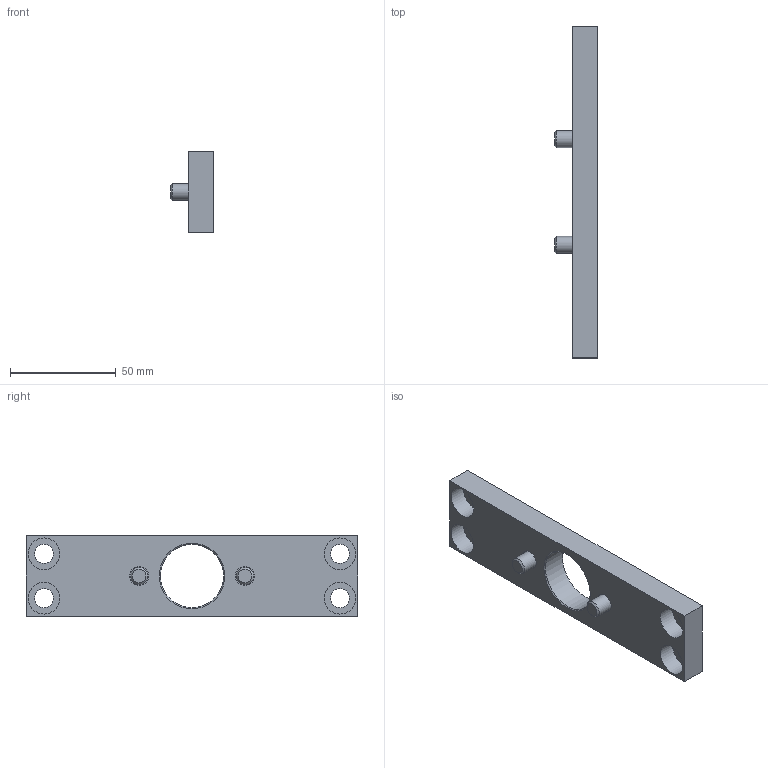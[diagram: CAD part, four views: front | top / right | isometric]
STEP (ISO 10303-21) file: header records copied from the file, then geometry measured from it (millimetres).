
FILE_DESCRIPTION(/* description */ ('STEP AP214'),/* implementation_level */ '2;1');
FILE_NAME(/* name */ '161816_FZF-50',/* time_stamp */ '2024-08-28T19:48:09+02:00',/* author */ ('License CC BY-ND 4.0'),/* organization */ ('CADENAS'),/* preprocessor_version */ 'ST-DEVELOPER v19.3',/* originating_system */ 'PARTsolutions',/* authorisation */ ' ');
FILE_SCHEMA (('AUTOMOTIVE_DESIGN {1 0 10303 214 3 1 1}'));
Length unit declared in the file: millimetre
Products named in the file (3): 161816 FZF-50; 161816 FZF-50---(p); DIN-912 - M8x12(F)
Assembly tree (3 placements, depth 2):
  161816 FZF-50
    161816 FZF-50---(p)
    DIN-912 - M8x12(F)  x2
Bounding box: 20.3 x 157 x 38 mm (x, y, z)
Volume: 55936.7 mm3; surface area: 20384.9 mm2
Topology: 3 solids, 3 shells, 82 faces, 171 edges, 103 vertices
Faces by surface type: plane 42, cone 23, cylinder 17
Full cylindrical faces by diameter (mm): 8 x2, 9 x6, 13 x2, 15 x6, 30 x1
Entity records: 1381 total; most frequent: DIRECTION 240, CARTESIAN_POINT 231, ORIENTED_EDGE 166, AXIS2_PLACEMENT_3D 105, FACE_BOUND 97, EDGE_LOOP 96, EDGE_CURVE 83, VERTEX_POINT 62
